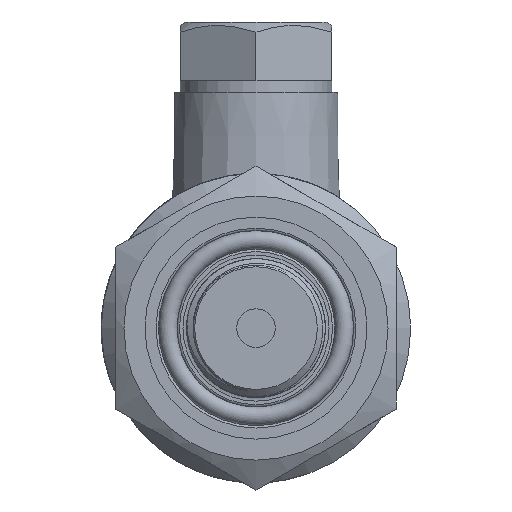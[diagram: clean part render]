
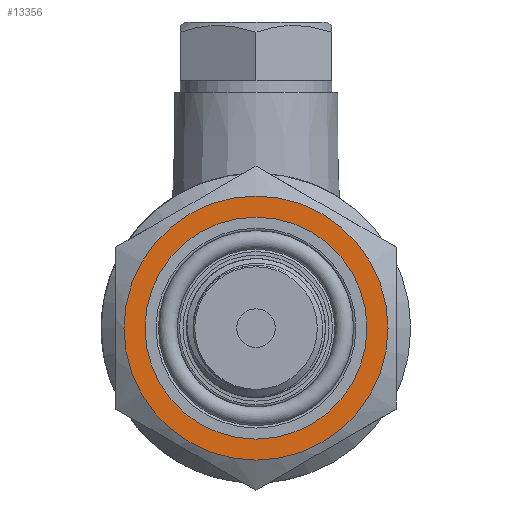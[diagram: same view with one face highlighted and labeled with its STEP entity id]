
A CAD part, left-side view. The second image highlights one B-rep face of the part: STEP entity #13356.
In plain terms, the highlighted planar face has unit normal (-1, 0, 0).
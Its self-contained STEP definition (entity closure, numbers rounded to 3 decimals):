
#1177=FACE_BOUND('',#4025,.T.);
#3233=FACE_OUTER_BOUND('',#4024,.T.);
#4024=EDGE_LOOP('',(#9088));
#4025=EDGE_LOOP('',(#9089));
#4857=CIRCLE('',#14224,11.3);
#4858=CIRCLE('',#14225,9.5);
#5443=VERTEX_POINT('',#20189);
#5444=VERTEX_POINT('',#20191);
#6899=EDGE_CURVE('',#5443,#5443,#4857,.T.);
#6900=EDGE_CURVE('',#5444,#5444,#4858,.T.);
#9088=ORIENTED_EDGE('',*,*,#6899,.T.);
#9089=ORIENTED_EDGE('',*,*,#6900,.T.);
#13169=PLANE('',#14223);
#13356=ADVANCED_FACE('',(#3233,#1177),#13169,.T.);
#14223=AXIS2_PLACEMENT_3D('',#20188,#15335,#15336);
#14224=AXIS2_PLACEMENT_3D('',#20190,#15337,#15338);
#14225=AXIS2_PLACEMENT_3D('',#20192,#15339,#15340);
#15335=DIRECTION('center_axis',(-1.,0.,0.));
#15336=DIRECTION('ref_axis',(0.,0.,1.));
#15337=DIRECTION('center_axis',(-1.,0.,0.));
#15338=DIRECTION('ref_axis',(0.,1.,0.));
#15339=DIRECTION('center_axis',(1.,0.,0.));
#15340=DIRECTION('ref_axis',(0.,0.,-1.));
#20188=CARTESIAN_POINT('Origin',(14.,12.,0.));
#20189=CARTESIAN_POINT('',(14.,-11.3,0.));
#20190=CARTESIAN_POINT('Origin',(14.,0.,0.));
#20191=CARTESIAN_POINT('',(14.,-9.5,0.));
#20192=CARTESIAN_POINT('Origin',(14.,0.,0.));
